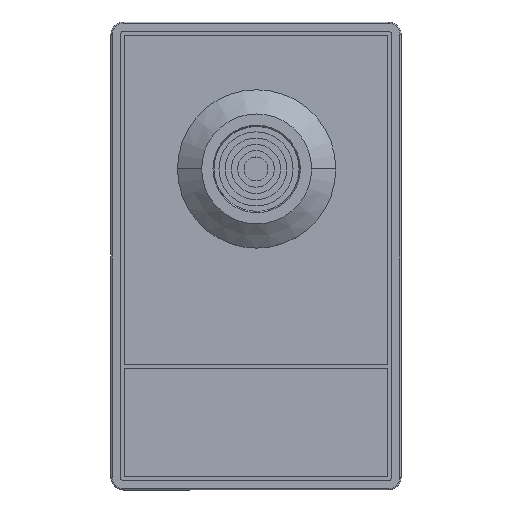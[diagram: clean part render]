
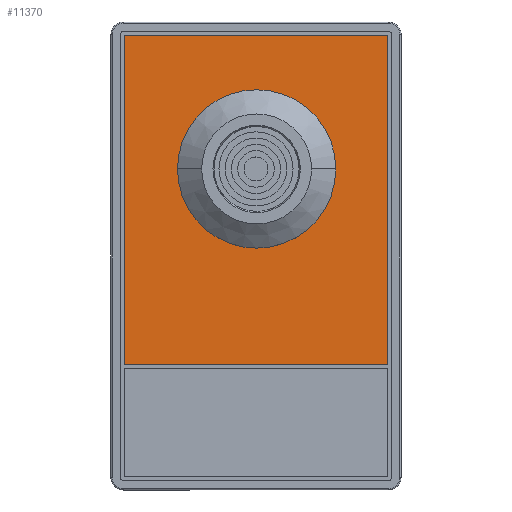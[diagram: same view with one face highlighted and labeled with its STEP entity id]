
A CAD part, top view. The second image highlights one B-rep face of the part: STEP entity #11370.
In plain terms, the highlighted planar face has unit normal (0, 0, 1).
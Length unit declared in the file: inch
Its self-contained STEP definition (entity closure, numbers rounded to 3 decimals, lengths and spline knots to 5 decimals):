
#83 = FACE_BOUND ( 'NONE', #10733, .T. ) ;
#92 = FACE_OUTER_BOUND ( 'NONE', #9843, .T. ) ;
#5211 = LINE ( 'NONE', #6343, #5216 ) ;
#5216 = VECTOR ( 'NONE', #6344, 39.37008 ) ;
#5240 = LINE ( 'NONE', #6365, #5241 ) ;
#5241 = VECTOR ( 'NONE', #6366, 39.37008 ) ;
#5244 = LINE ( 'NONE', #6369, #5245 ) ;
#5245 = VECTOR ( 'NONE', #6370, 39.37008 ) ;
#5247 = LINE ( 'NONE', #6376, #5248 ) ;
#5248 = VECTOR ( 'NONE', #6377, 39.37008 ) ;
#5251 = CIRCLE ( 'NONE', #5480, 0.63 ) ;
#5480 = AXIS2_PLACEMENT_3D ( 'NONE', #6371, #6382, #6383 ) ;
#6343 = CARTESIAN_POINT ( 'NONE',  ( -1.04944, -1.77959, 0. ) ) ;
#6344 = DIRECTION ( 'NONE',  ( 0., -1., 0. ) ) ;
#6365 = CARTESIAN_POINT ( 'NONE',  ( 1.04944, -1.77959, 0. ) ) ;
#6366 = DIRECTION ( 'NONE',  ( 0., 1., 0. ) ) ;
#6369 = CARTESIAN_POINT ( 'NONE',  ( -1.0722, 1.75686, 0. ) ) ;
#6370 = DIRECTION ( 'NONE',  ( -1., 0., 0. ) ) ;
#6371 = CARTESIAN_POINT ( 'NONE',  ( 0.005, 0.6925, 0. ) ) ;
#6376 = CARTESIAN_POINT ( 'NONE',  ( 1.155, -0.86186, 0. ) ) ;
#6377 = DIRECTION ( 'NONE',  ( 1., 0., 0. ) ) ;
#6382 = DIRECTION ( 'NONE',  ( 0., 0., 1. ) ) ;
#6383 = DIRECTION ( 'NONE',  ( -1., 0., 0. ) ) ;
#9502 = VERTEX_POINT ( 'NONE', #17196 ) ;
#9751 = VERTEX_POINT ( 'NONE', #17445 ) ;
#9843 = EDGE_LOOP ( 'NONE', ( #13793, #13794, #13795, #13796 ) ) ;
#10307 = EDGE_CURVE ( 'NONE', #9502, #9751, #19006, .T. ) ;
#10644 = VERTEX_POINT ( 'NONE', #21513 ) ;
#10650 = VERTEX_POINT ( 'NONE', #21519 ) ;
#10662 = VERTEX_POINT ( 'NONE', #21531 ) ;
#10664 = VERTEX_POINT ( 'NONE', #21533 ) ;
#10733 = EDGE_LOOP ( 'NONE', ( #13791, #13792 ) ) ;
#11370 = ADVANCED_FACE ( 'NONE', ( #83, #92 ), #23602, .F. ) ;
#13278 = EDGE_CURVE ( 'NONE', #10644, #10664, #5211, .T. ) ;
#13288 = EDGE_CURVE ( 'NONE', #10662, #10650, #5240, .T. ) ;
#13290 = EDGE_CURVE ( 'NONE', #10650, #10644, #5244, .T. ) ;
#13293 = EDGE_CURVE ( 'NONE', #10664, #10662, #5247, .T. ) ;
#13295 = EDGE_CURVE ( 'NONE', #9751, #9502, #5251, .T. ) ;
#13791 = ORIENTED_EDGE ( 'NONE', *, *, #13295, .F. ) ;
#13792 = ORIENTED_EDGE ( 'NONE', *, *, #10307, .F. ) ;
#13793 = ORIENTED_EDGE ( 'NONE', *, *, #13278, .T. ) ;
#13794 = ORIENTED_EDGE ( 'NONE', *, *, #13293, .T. ) ;
#13795 = ORIENTED_EDGE ( 'NONE', *, *, #13288, .T. ) ;
#13796 = ORIENTED_EDGE ( 'NONE', *, *, #13290, .T. ) ;
#14719 = AXIS2_PLACEMENT_3D ( 'NONE', #19794, #19795, #19796 ) ;
#17196 = CARTESIAN_POINT ( 'NONE',  ( 0.635, 0.6925, 0. ) ) ;
#17445 = CARTESIAN_POINT ( 'NONE',  ( -0.625, 0.6925, 0. ) ) ;
#19006 = CIRCLE ( 'NONE', #14719, 0.63 ) ;
#19794 = CARTESIAN_POINT ( 'NONE',  ( 0.005, 0.6925, 0. ) ) ;
#19795 = DIRECTION ( 'NONE',  ( 0., 0., 1. ) ) ;
#19796 = DIRECTION ( 'NONE',  ( -1., 0., 0. ) ) ;
#21513 = CARTESIAN_POINT ( 'NONE',  ( -1.04944, 1.75686, 0. ) ) ;
#21519 = CARTESIAN_POINT ( 'NONE',  ( 1.04944, 1.75686, 0. ) ) ;
#21531 = CARTESIAN_POINT ( 'NONE',  ( 1.04944, -0.86186, 0. ) ) ;
#21533 = CARTESIAN_POINT ( 'NONE',  ( -1.04944, -0.86186, 0. ) ) ;
#22647 = AXIS2_PLACEMENT_3D ( 'NONE', #23601, #23612, #23613 ) ;
#23601 = CARTESIAN_POINT ( 'NONE',  ( 1.155, 1.8625, 0. ) ) ;
#23602 = PLANE ( 'NONE',  #22647 ) ;
#23612 = DIRECTION ( 'NONE',  ( 0., 0., -1. ) ) ;
#23613 = DIRECTION ( 'NONE',  ( -1., 0., 0. ) ) ;
